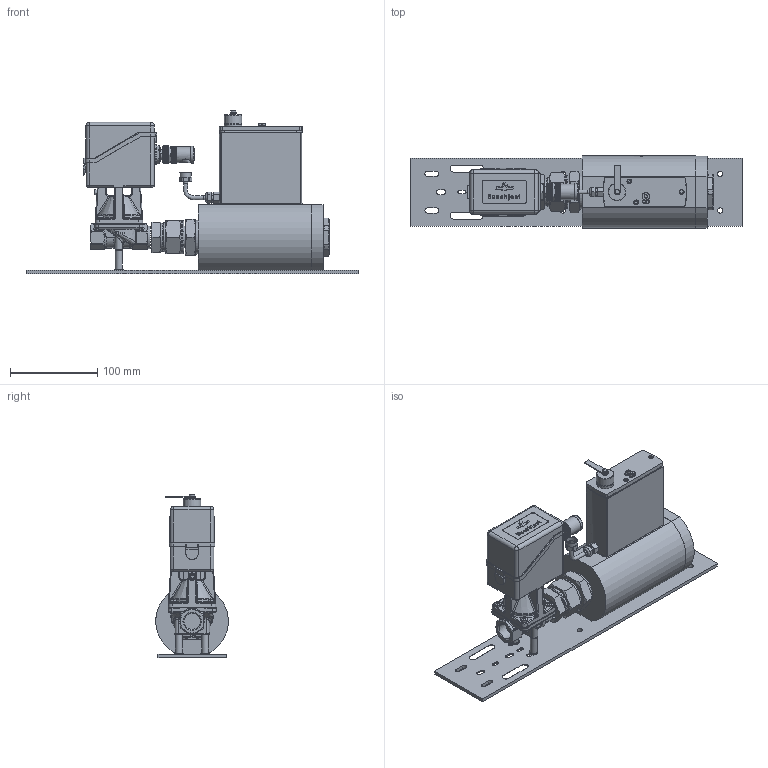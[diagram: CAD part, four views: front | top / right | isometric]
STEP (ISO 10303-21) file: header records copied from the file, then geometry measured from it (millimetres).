
FILE_DESCRIPTION(/* description */ (''),/* implementation_level */ '2;1');
FILE_NAME(/* name */ '711640--M+W D-6383 with BJ1-2Inch AL.stp',/* time_stamp */ '2019-10-22T15:13:14+02:00',/* author */ ('J-wiggers'),/* organization */ (''),/* preprocessor_version */ 'ST-DEVELOPER v17',/* originating_system */ 'Autodesk Inventor 2018',/* authorisation */ '');
FILE_SCHEMA (('CONFIG_CONTROL_DESIGN'));
Length unit declared in the file: millimetre
Products named in the file (1): 711640_Shrinkwrap_1
Bounding box: 380 x 82.85 x 186.7 mm (x, y, z)
Volume: 1442034.3 mm3; surface area: 227437.7 mm2
Topology: 2 solids, 2 shells, 2209 faces, 5955 edges, 3815 vertices
Faces by surface type: plane 1087, cylinder 594, bspline 261, cone 165, torus 77, sphere 25
Full cylindrical faces by diameter (mm): 1 x8, 2.4 x1, 2.88 x2, 3 x2, 3.75 x2, 4 x9, 4.5 x2, 4.509 x4, 5 x1, 5.5 x1, 6 x6, 8 x9, 8.3 x1, 9.3 x4, 9.8 x1, 10 x2, 10.4 x1, 10.917 x1, 12.05 x1, 12.5 x1, 12.6 x1, 13.4 x1, 13.5 x1, 18 x2, 18.63 x1, 18.631 x1, 19 x1, 20 x2, 21.5 x1, 23 x1
Entity records: 91316 total; most frequent: CARTESIAN_POINT 35976, ORIENTED_EDGE 11840, DIRECTION 10543, EDGE_CURVE 5920, AXIS2_PLACEMENT_3D 3874, VERTEX_POINT 3815, LINE 2795, VECTOR 2795
